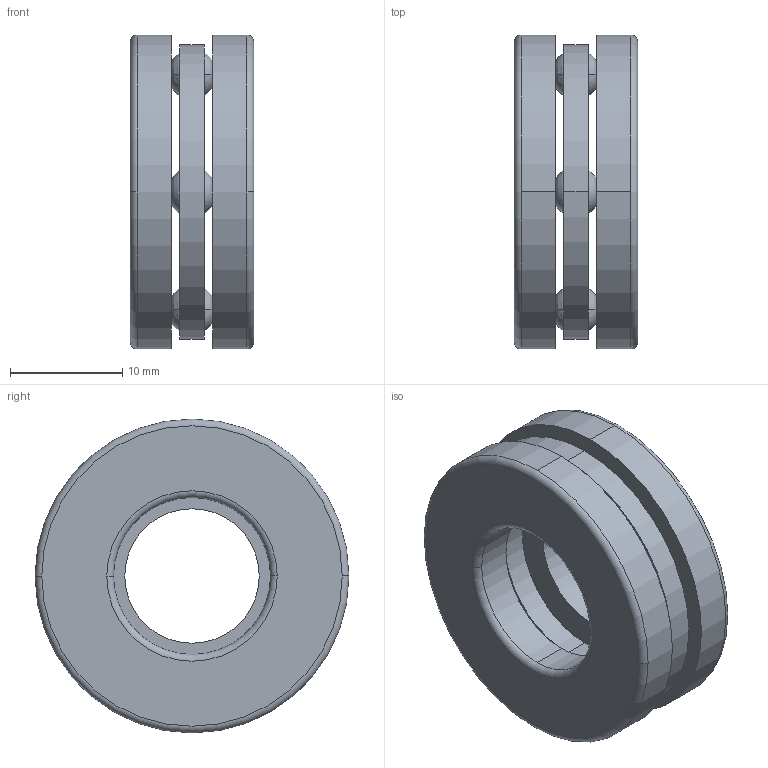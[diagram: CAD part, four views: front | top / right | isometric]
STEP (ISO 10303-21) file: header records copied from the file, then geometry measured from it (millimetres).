
FILE_DESCRIPTION(('STEP AP214'),'1');
FILE_NAME('51201.stp','2025-09-17T11:00:18',('TraceParts'),('TraceParts S.A.S.'),'Spatial InterOp 3D',' ',' ');
FILE_SCHEMA(('AUTOMOTIVE_DESIGN { 1 0 10303 214 1 1 1 1 }'));
Length unit declared in the file: millimetre
Products named in the file (1): INAFAG_51201_DUIFGQZQ6TMC7V2735CKT07DS_1
Bounding box: 11 x 28 x 28 mm (x, y, z)
Volume: 4258.7 mm3; surface area: 4086.9 mm2
Topology: 7 solids, 7 shells, 48 faces, 125 edges, 77 vertices
Faces by surface type: sphere 16, cylinder 12, torus 12, plane 8
Entity records: 1887 total; most frequent: DIRECTION 316, CARTESIAN_POINT 241, ORIENTED_EDGE 218, AXIS2_PLACEMENT_3D 152, EDGE_CURVE 109, CIRCLE 97, VERTEX_POINT 77, EDGE_LOOP 64
